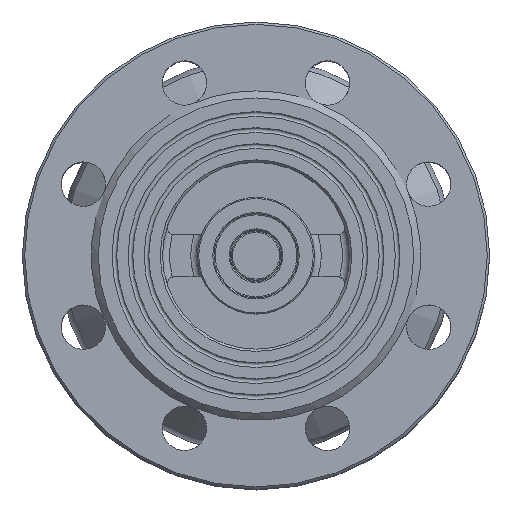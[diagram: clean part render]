
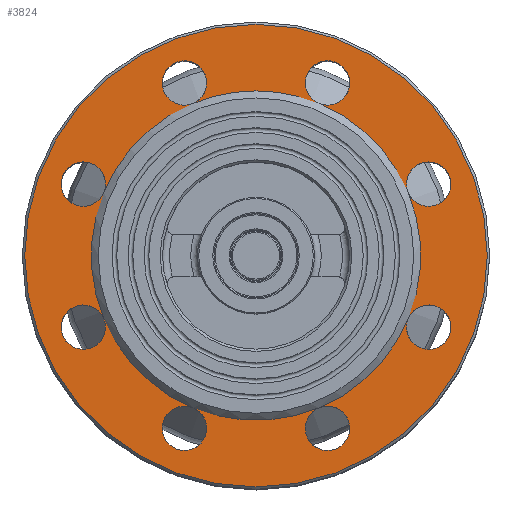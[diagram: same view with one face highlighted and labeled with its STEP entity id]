
A CAD part, top view. The second image highlights one B-rep face of the part: STEP entity #3824.
In plain terms, the highlighted planar face has unit normal (0, 0, 1).
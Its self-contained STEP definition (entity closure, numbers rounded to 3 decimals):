
#84=FACE_BOUND('',#1028,.T.);
#806=FACE_OUTER_BOUND('',#1027,.T.);
#1027=EDGE_LOOP('',(#3256));
#1028=EDGE_LOOP('',(#3257,#3258,#3259,#3260,#3261,#3262,#3263,#3264,#3265,
#3266,#3267,#3268,#3269,#3270,#3271,#3272,#3273,#3274,#3275,#3276,#3277,
#3278,#3279,#3280,#3281));
#1272=CIRCLE('',#4237,9.5);
#1273=CIRCLE('',#4238,9.5);
#1276=CIRCLE('',#4242,9.5);
#1277=CIRCLE('',#4243,9.5);
#1279=CIRCLE('',#4246,9.5);
#1280=CIRCLE('',#4247,9.5);
#1283=CIRCLE('',#4251,9.5);
#1284=CIRCLE('',#4252,9.5);
#1287=CIRCLE('',#4256,9.5);
#1288=CIRCLE('',#4257,9.5);
#1291=CIRCLE('',#4261,9.5);
#1292=CIRCLE('',#4262,9.5);
#1295=CIRCLE('',#4266,9.5);
#1296=CIRCLE('',#4267,9.5);
#1298=CIRCLE('',#4270,9.5);
#1299=CIRCLE('',#4271,9.5);
#1303=CIRCLE('',#4277,99.);
#1304=CIRCLE('',#4278,70.5);
#1305=CIRCLE('',#4279,70.5);
#1306=CIRCLE('',#4280,70.5);
#1307=CIRCLE('',#4281,70.5);
#1308=CIRCLE('',#4282,70.5);
#1309=CIRCLE('',#4283,70.5);
#1310=CIRCLE('',#4284,70.5);
#1311=CIRCLE('',#4285,70.5);
#1312=CIRCLE('',#4286,70.5);
#1655=VERTEX_POINT('',#7511);
#1656=VERTEX_POINT('',#7512);
#1658=VERTEX_POINT('',#7520);
#1659=VERTEX_POINT('',#7521);
#1660=VERTEX_POINT('',#7527);
#1661=VERTEX_POINT('',#7528);
#1663=VERTEX_POINT('',#7536);
#1664=VERTEX_POINT('',#7537);
#1666=VERTEX_POINT('',#7545);
#1667=VERTEX_POINT('',#7546);
#1669=VERTEX_POINT('',#7554);
#1670=VERTEX_POINT('',#7555);
#1672=VERTEX_POINT('',#7563);
#1673=VERTEX_POINT('',#7564);
#1674=VERTEX_POINT('',#7570);
#1675=VERTEX_POINT('',#7571);
#1678=VERTEX_POINT('',#7582);
#1679=VERTEX_POINT('',#7584);
#2176=EDGE_CURVE('',#1655,#1656,#1272,.T.);
#2177=EDGE_CURVE('',#1656,#1655,#1273,.T.);
#2181=EDGE_CURVE('',#1658,#1659,#1276,.T.);
#2182=EDGE_CURVE('',#1659,#1658,#1277,.T.);
#2185=EDGE_CURVE('',#1660,#1661,#1279,.T.);
#2186=EDGE_CURVE('',#1661,#1660,#1280,.T.);
#2190=EDGE_CURVE('',#1663,#1664,#1283,.T.);
#2191=EDGE_CURVE('',#1664,#1663,#1284,.T.);
#2195=EDGE_CURVE('',#1666,#1667,#1287,.T.);
#2196=EDGE_CURVE('',#1667,#1666,#1288,.T.);
#2200=EDGE_CURVE('',#1669,#1670,#1291,.T.);
#2201=EDGE_CURVE('',#1670,#1669,#1292,.T.);
#2205=EDGE_CURVE('',#1672,#1673,#1295,.T.);
#2206=EDGE_CURVE('',#1673,#1672,#1296,.T.);
#2209=EDGE_CURVE('',#1674,#1675,#1298,.T.);
#2210=EDGE_CURVE('',#1675,#1674,#1299,.T.);
#2215=EDGE_CURVE('',#1678,#1678,#1303,.T.);
#2216=EDGE_CURVE('',#1660,#1679,#1304,.T.);
#2217=EDGE_CURVE('',#1672,#1660,#1305,.T.);
#2218=EDGE_CURVE('',#1658,#1672,#1306,.T.);
#2219=EDGE_CURVE('',#1669,#1658,#1307,.T.);
#2220=EDGE_CURVE('',#1655,#1669,#1308,.T.);
#2221=EDGE_CURVE('',#1666,#1655,#1309,.T.);
#2222=EDGE_CURVE('',#1674,#1666,#1310,.T.);
#2223=EDGE_CURVE('',#1663,#1674,#1311,.T.);
#2224=EDGE_CURVE('',#1679,#1663,#1312,.T.);
#3256=ORIENTED_EDGE('',*,*,#2215,.F.);
#3257=ORIENTED_EDGE('',*,*,#2216,.F.);
#3258=ORIENTED_EDGE('',*,*,#2185,.T.);
#3259=ORIENTED_EDGE('',*,*,#2186,.T.);
#3260=ORIENTED_EDGE('',*,*,#2217,.F.);
#3261=ORIENTED_EDGE('',*,*,#2205,.T.);
#3262=ORIENTED_EDGE('',*,*,#2206,.T.);
#3263=ORIENTED_EDGE('',*,*,#2218,.F.);
#3264=ORIENTED_EDGE('',*,*,#2181,.T.);
#3265=ORIENTED_EDGE('',*,*,#2182,.T.);
#3266=ORIENTED_EDGE('',*,*,#2219,.F.);
#3267=ORIENTED_EDGE('',*,*,#2200,.T.);
#3268=ORIENTED_EDGE('',*,*,#2201,.T.);
#3269=ORIENTED_EDGE('',*,*,#2220,.F.);
#3270=ORIENTED_EDGE('',*,*,#2176,.T.);
#3271=ORIENTED_EDGE('',*,*,#2177,.T.);
#3272=ORIENTED_EDGE('',*,*,#2221,.F.);
#3273=ORIENTED_EDGE('',*,*,#2195,.T.);
#3274=ORIENTED_EDGE('',*,*,#2196,.T.);
#3275=ORIENTED_EDGE('',*,*,#2222,.F.);
#3276=ORIENTED_EDGE('',*,*,#2209,.T.);
#3277=ORIENTED_EDGE('',*,*,#2210,.T.);
#3278=ORIENTED_EDGE('',*,*,#2223,.F.);
#3279=ORIENTED_EDGE('',*,*,#2190,.T.);
#3280=ORIENTED_EDGE('',*,*,#2191,.T.);
#3281=ORIENTED_EDGE('',*,*,#2224,.F.);
#3448=PLANE('',#4276);
#3824=ADVANCED_FACE('',(#806,#84),#3448,.T.);
#4237=AXIS2_PLACEMENT_3D('',#7513,#5237,#5238);
#4238=AXIS2_PLACEMENT_3D('',#7514,#5239,#5240);
#4242=AXIS2_PLACEMENT_3D('',#7522,#5248,#5249);
#4243=AXIS2_PLACEMENT_3D('',#7523,#5250,#5251);
#4246=AXIS2_PLACEMENT_3D('',#7529,#5257,#5258);
#4247=AXIS2_PLACEMENT_3D('',#7530,#5259,#5260);
#4251=AXIS2_PLACEMENT_3D('',#7538,#5268,#5269);
#4252=AXIS2_PLACEMENT_3D('',#7539,#5270,#5271);
#4256=AXIS2_PLACEMENT_3D('',#7547,#5279,#5280);
#4257=AXIS2_PLACEMENT_3D('',#7548,#5281,#5282);
#4261=AXIS2_PLACEMENT_3D('',#7556,#5290,#5291);
#4262=AXIS2_PLACEMENT_3D('',#7557,#5292,#5293);
#4266=AXIS2_PLACEMENT_3D('',#7565,#5301,#5302);
#4267=AXIS2_PLACEMENT_3D('',#7566,#5303,#5304);
#4270=AXIS2_PLACEMENT_3D('',#7572,#5310,#5311);
#4271=AXIS2_PLACEMENT_3D('',#7573,#5312,#5313);
#4276=AXIS2_PLACEMENT_3D('',#7581,#5323,#5324);
#4277=AXIS2_PLACEMENT_3D('',#7583,#5325,#5326);
#4278=AXIS2_PLACEMENT_3D('',#7585,#5327,#5328);
#4279=AXIS2_PLACEMENT_3D('',#7586,#5329,#5330);
#4280=AXIS2_PLACEMENT_3D('',#7587,#5331,#5332);
#4281=AXIS2_PLACEMENT_3D('',#7588,#5333,#5334);
#4282=AXIS2_PLACEMENT_3D('',#7589,#5335,#5336);
#4283=AXIS2_PLACEMENT_3D('',#7590,#5337,#5338);
#4284=AXIS2_PLACEMENT_3D('',#7591,#5339,#5340);
#4285=AXIS2_PLACEMENT_3D('',#7592,#5341,#5342);
#4286=AXIS2_PLACEMENT_3D('',#7593,#5343,#5344);
#5237=DIRECTION('center_axis',(0.,0.,-1.));
#5238=DIRECTION('ref_axis',(1.,0.,0.));
#5239=DIRECTION('center_axis',(0.,0.,-1.));
#5240=DIRECTION('ref_axis',(1.,0.,0.));
#5248=DIRECTION('center_axis',(0.,0.,-1.));
#5249=DIRECTION('ref_axis',(1.,0.,0.));
#5250=DIRECTION('center_axis',(0.,0.,-1.));
#5251=DIRECTION('ref_axis',(1.,0.,0.));
#5257=DIRECTION('center_axis',(0.,0.,-1.));
#5258=DIRECTION('ref_axis',(1.,0.,0.));
#5259=DIRECTION('center_axis',(0.,0.,-1.));
#5260=DIRECTION('ref_axis',(1.,0.,0.));
#5268=DIRECTION('center_axis',(0.,0.,-1.));
#5269=DIRECTION('ref_axis',(1.,0.,0.));
#5270=DIRECTION('center_axis',(0.,0.,-1.));
#5271=DIRECTION('ref_axis',(1.,0.,0.));
#5279=DIRECTION('center_axis',(0.,0.,-1.));
#5280=DIRECTION('ref_axis',(1.,0.,0.));
#5281=DIRECTION('center_axis',(0.,0.,-1.));
#5282=DIRECTION('ref_axis',(1.,0.,0.));
#5290=DIRECTION('center_axis',(0.,0.,-1.));
#5291=DIRECTION('ref_axis',(1.,0.,0.));
#5292=DIRECTION('center_axis',(0.,0.,-1.));
#5293=DIRECTION('ref_axis',(1.,0.,0.));
#5301=DIRECTION('center_axis',(0.,0.,-1.));
#5302=DIRECTION('ref_axis',(1.,0.,0.));
#5303=DIRECTION('center_axis',(0.,0.,-1.));
#5304=DIRECTION('ref_axis',(1.,0.,0.));
#5310=DIRECTION('center_axis',(0.,0.,-1.));
#5311=DIRECTION('ref_axis',(1.,0.,0.));
#5312=DIRECTION('center_axis',(0.,0.,-1.));
#5313=DIRECTION('ref_axis',(1.,0.,0.));
#5323=DIRECTION('center_axis',(0.,0.,1.));
#5324=DIRECTION('ref_axis',(1.,0.,0.));
#5325=DIRECTION('center_axis',(0.,0.,-1.));
#5326=DIRECTION('ref_axis',(0.,-1.,0.));
#5327=DIRECTION('center_axis',(0.,0.,1.));
#5328=DIRECTION('ref_axis',(0.,-1.,0.));
#5329=DIRECTION('center_axis',(0.,0.,1.));
#5330=DIRECTION('ref_axis',(0.,-1.,0.));
#5331=DIRECTION('center_axis',(0.,0.,1.));
#5332=DIRECTION('ref_axis',(0.,-1.,0.));
#5333=DIRECTION('center_axis',(0.,0.,1.));
#5334=DIRECTION('ref_axis',(0.,-1.,0.));
#5335=DIRECTION('center_axis',(0.,0.,1.));
#5336=DIRECTION('ref_axis',(0.,-1.,0.));
#5337=DIRECTION('center_axis',(0.,0.,1.));
#5338=DIRECTION('ref_axis',(0.,-1.,0.));
#5339=DIRECTION('center_axis',(0.,0.,1.));
#5340=DIRECTION('ref_axis',(0.,-1.,0.));
#5341=DIRECTION('center_axis',(0.,0.,1.));
#5342=DIRECTION('ref_axis',(0.,-1.,0.));
#5343=DIRECTION('center_axis',(0.,0.,1.));
#5344=DIRECTION('ref_axis',(0.,-1.,0.));
#7511=CARTESIAN_POINT('',(-26.979,-65.134,-3.));
#7512=CARTESIAN_POINT('',(-40.115,-73.91,-3.));
#7513=CARTESIAN_POINT('Origin',(-30.615,-73.91,-3.));
#7514=CARTESIAN_POINT('Origin',(-30.615,-73.91,-3.));
#7520=CARTESIAN_POINT('',(65.134,-26.979,-3.));
#7521=CARTESIAN_POINT('',(64.41,-30.615,-3.));
#7522=CARTESIAN_POINT('Origin',(73.91,-30.615,-3.));
#7523=CARTESIAN_POINT('Origin',(73.91,-30.615,-3.));
#7527=CARTESIAN_POINT('',(26.979,65.134,-3.));
#7528=CARTESIAN_POINT('',(21.115,73.91,-3.));
#7529=CARTESIAN_POINT('Origin',(30.615,73.91,-3.));
#7530=CARTESIAN_POINT('Origin',(30.615,73.91,-3.));
#7536=CARTESIAN_POINT('',(-26.979,65.134,-3.));
#7537=CARTESIAN_POINT('',(-40.115,73.91,-3.));
#7538=CARTESIAN_POINT('Origin',(-30.615,73.91,-3.));
#7539=CARTESIAN_POINT('Origin',(-30.615,73.91,-3.));
#7545=CARTESIAN_POINT('',(-65.134,-26.979,-3.));
#7546=CARTESIAN_POINT('',(-83.41,-30.615,-3.));
#7547=CARTESIAN_POINT('Origin',(-73.91,-30.615,-3.));
#7548=CARTESIAN_POINT('Origin',(-73.91,-30.615,-3.));
#7554=CARTESIAN_POINT('',(26.979,-65.134,-3.));
#7555=CARTESIAN_POINT('',(21.115,-73.91,-3.));
#7556=CARTESIAN_POINT('Origin',(30.615,-73.91,-3.));
#7557=CARTESIAN_POINT('Origin',(30.615,-73.91,-3.));
#7563=CARTESIAN_POINT('',(65.134,26.979,-3.));
#7564=CARTESIAN_POINT('',(64.41,30.615,-3.));
#7565=CARTESIAN_POINT('Origin',(73.91,30.615,-3.));
#7566=CARTESIAN_POINT('Origin',(73.91,30.615,-3.));
#7570=CARTESIAN_POINT('',(-65.134,26.979,-3.));
#7571=CARTESIAN_POINT('',(-83.41,30.615,-3.));
#7572=CARTESIAN_POINT('Origin',(-73.91,30.615,-3.));
#7573=CARTESIAN_POINT('Origin',(-73.91,30.615,-3.));
#7581=CARTESIAN_POINT('Origin',(0.,67.5,-3.));
#7582=CARTESIAN_POINT('',(0.,99.,-3.));
#7583=CARTESIAN_POINT('Origin',(0.,0.,-3.));
#7584=CARTESIAN_POINT('',(0.,70.5,-3.));
#7585=CARTESIAN_POINT('Origin',(0.,0.,-3.));
#7586=CARTESIAN_POINT('Origin',(0.,0.,-3.));
#7587=CARTESIAN_POINT('Origin',(0.,0.,-3.));
#7588=CARTESIAN_POINT('Origin',(0.,0.,-3.));
#7589=CARTESIAN_POINT('Origin',(0.,0.,-3.));
#7590=CARTESIAN_POINT('Origin',(0.,0.,-3.));
#7591=CARTESIAN_POINT('Origin',(0.,0.,-3.));
#7592=CARTESIAN_POINT('Origin',(0.,0.,-3.));
#7593=CARTESIAN_POINT('Origin',(0.,0.,-3.));
